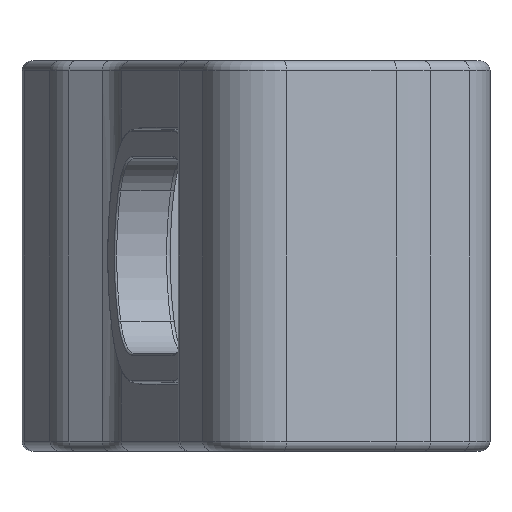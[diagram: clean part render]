
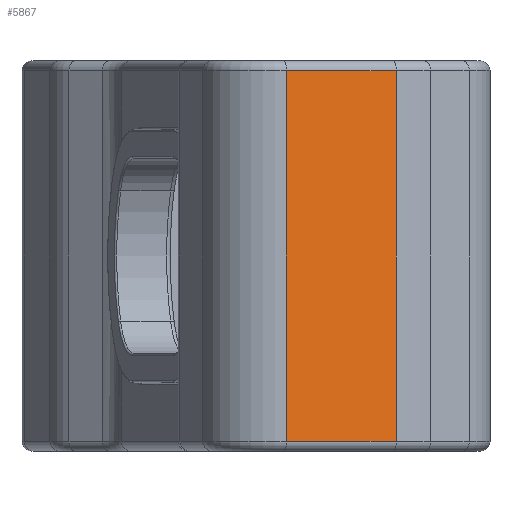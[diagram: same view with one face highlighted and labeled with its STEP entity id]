
A CAD part, left-side view. The second image highlights one B-rep face of the part: STEP entity #5867.
In plain terms, the highlighted planar face has unit normal (-0.966, -0.259, 0).
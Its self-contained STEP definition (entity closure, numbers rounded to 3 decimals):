
#122=PLANE('',#6574);
#343=LINE('',#10376,#588);
#385=LINE('',#11415,#630);
#386=LINE('',#11417,#631);
#387=LINE('',#11418,#632);
#588=VECTOR('',#7882,1000.);
#630=VECTOR('',#7994,1000.);
#631=VECTOR('',#7995,1000.);
#632=VECTOR('',#7996,1000.);
#1056=FACE_OUTER_BOUND('',#1464,.T.);
#1464=EDGE_LOOP('',(#4397,#4398,#4399,#4400));
#2562=VERTEX_POINT('',#10369);
#2565=VERTEX_POINT('',#10374);
#2638=VERTEX_POINT('',#11414);
#2639=VERTEX_POINT('',#11416);
#3199=EDGE_CURVE('',#2562,#2565,#343,.T.);
#3284=EDGE_CURVE('',#2565,#2638,#385,.T.);
#3285=EDGE_CURVE('',#2638,#2639,#386,.T.);
#3286=EDGE_CURVE('',#2639,#2562,#387,.T.);
#4397=ORIENTED_EDGE('',*,*,#3199,.T.);
#4398=ORIENTED_EDGE('',*,*,#3284,.T.);
#4399=ORIENTED_EDGE('',*,*,#3285,.T.);
#4400=ORIENTED_EDGE('',*,*,#3286,.T.);
#5867=ADVANCED_FACE('',(#1056),#122,.F.);
#6574=AXIS2_PLACEMENT_3D('',#11413,#7992,#7993);
#7882=DIRECTION('',(0.,0.,-1.));
#7992=DIRECTION('center_axis',(0.966,0.259,0.));
#7993=DIRECTION('ref_axis',(0.,0.,-1.));
#7994=DIRECTION('',(0.259,-0.966,0.));
#7995=DIRECTION('',(0.,0.,1.));
#7996=DIRECTION('',(-0.259,0.966,0.));
#10369=CARTESIAN_POINT('',(-3.485,5.278,9.5));
#10374=CARTESIAN_POINT('',(-3.485,5.278,-9.5));
#10376=CARTESIAN_POINT('',(-3.485,5.278,59.674));
#11413=CARTESIAN_POINT('Origin',(-3.485,5.278,59.674));
#11414=CARTESIAN_POINT('',(-1.977,-0.349,-9.5));
#11415=CARTESIAN_POINT('',(-3.485,5.278,-9.5));
#11416=CARTESIAN_POINT('',(-1.977,-0.349,9.5));
#11417=CARTESIAN_POINT('',(-1.977,-0.349,59.674));
#11418=CARTESIAN_POINT('',(-3.485,5.278,9.5));
